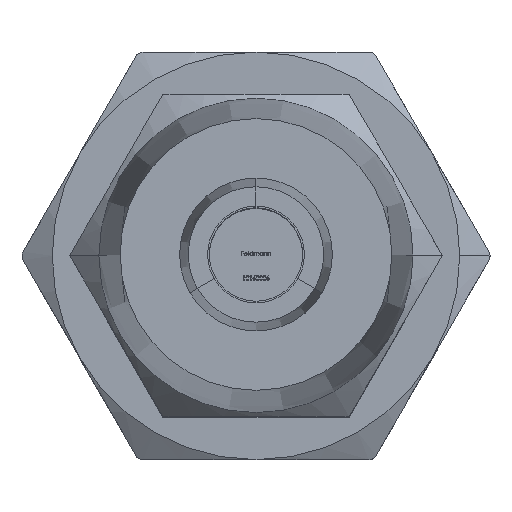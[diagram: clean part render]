
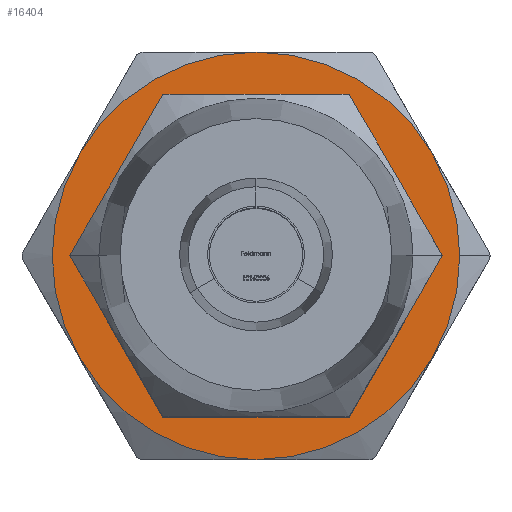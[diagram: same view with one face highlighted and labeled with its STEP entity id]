
A CAD part, top view. The second image highlights one B-rep face of the part: STEP entity #16404.
In plain terms, the highlighted face is planar.
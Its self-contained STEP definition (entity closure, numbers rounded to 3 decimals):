
#1900 = AXIS2_PLACEMENT_3D ( 'NONE', #8028, #11026, #3403 ) ;
#2163 = AXIS2_PLACEMENT_3D ( 'NONE', #3594, #13295, #19454 ) ;
#2324 = DIRECTION ( 'NONE',  ( 0., 0., 1. ) ) ;
#2461 = DIRECTION ( 'NONE',  ( 0., -1., 0. ) ) ;
#3089 = VERTEX_POINT ( 'NONE', #6819 ) ;
#3309 = ORIENTED_EDGE ( 'NONE', *, *, #19709, .F. ) ;
#3403 = DIRECTION ( 'NONE',  ( 1., 0., 0. ) ) ;
#3589 = FACE_BOUND ( 'NONE', #12889, .T. ) ;
#3594 = CARTESIAN_POINT ( 'NONE',  ( 0., 4., 0. ) ) ;
#3783 = ORIENTED_EDGE ( 'NONE', *, *, #19444, .F. ) ;
#3838 = AXIS2_PLACEMENT_3D ( 'NONE', #17722, #2461, #16304 ) ;
#3888 = CARTESIAN_POINT ( 'NONE',  ( 10.392, 4., 6. ) ) ;
#4073 = DIRECTION ( 'NONE',  ( 0., -1., 0. ) ) ;
#4271 = FACE_OUTER_BOUND ( 'NONE', #4763, .T. ) ;
#4499 = CARTESIAN_POINT ( 'NONE',  ( 0., 4., -7.5 ) ) ;
#4665 = CIRCLE ( 'NONE', #12619, 12. ) ;
#4763 = EDGE_LOOP ( 'NONE', ( #13616, #12910, #3783, #5869, #3309, #9001, #5563 ) ) ;
#5299 = DIRECTION ( 'NONE',  ( 0., -1., 0. ) ) ;
#5563 = ORIENTED_EDGE ( 'NONE', *, *, #19884, .F. ) ;
#5869 = ORIENTED_EDGE ( 'NONE', *, *, #14536, .F. ) ;
#6206 = CIRCLE ( 'NONE', #19866, 12. ) ;
#6294 = CARTESIAN_POINT ( 'NONE',  ( 0., 4., 0. ) ) ;
#6436 = CIRCLE ( 'NONE', #3838, 12. ) ;
#6491 = ORIENTED_EDGE ( 'NONE', *, *, #11708, .T. ) ;
#6598 = CARTESIAN_POINT ( 'NONE',  ( 10.392, 4., -6. ) ) ;
#6819 = CARTESIAN_POINT ( 'NONE',  ( -10.392, 4., 6. ) ) ;
#7759 = CARTESIAN_POINT ( 'NONE',  ( 0., 4., 0. ) ) ;
#8028 = CARTESIAN_POINT ( 'NONE',  ( 0., 4., 0. ) ) ;
#8117 = PLANE ( 'NONE',  #13073 ) ;
#8614 = AXIS2_PLACEMENT_3D ( 'NONE', #16085, #5299, #19051 ) ;
#8700 = VERTEX_POINT ( 'NONE', #15809 ) ;
#8710 = DIRECTION ( 'NONE',  ( 0., 0., 1. ) ) ;
#9001 = ORIENTED_EDGE ( 'NONE', *, *, #16093, .F. ) ;
#9983 = DIRECTION ( 'NONE',  ( 0., -1., 0. ) ) ;
#10081 = CARTESIAN_POINT ( 'NONE',  ( 0., 4., -12. ) ) ;
#10393 = VERTEX_POINT ( 'NONE', #10081 ) ;
#10578 = VERTEX_POINT ( 'NONE', #6598 ) ;
#10790 = DIRECTION ( 'NONE',  ( 0., -1., 0. ) ) ;
#11026 = DIRECTION ( 'NONE',  ( 0., -1., 0. ) ) ;
#11040 = DIRECTION ( 'NONE',  ( 0., 0., 1. ) ) ;
#11056 = CIRCLE ( 'NONE', #1900, 12. ) ;
#11117 = DIRECTION ( 'NONE',  ( 0., 0., 1. ) ) ;
#11133 = VERTEX_POINT ( 'NONE', #18277 ) ;
#11303 = CARTESIAN_POINT ( 'NONE',  ( 0., 4., 0. ) ) ;
#11708 = EDGE_CURVE ( 'NONE', #15016, #16701, #15442, .T. ) ;
#11751 = AXIS2_PLACEMENT_3D ( 'NONE', #11303, #14495, #2324 ) ;
#12583 = CIRCLE ( 'NONE', #2163, 12. ) ;
#12619 = AXIS2_PLACEMENT_3D ( 'NONE', #6294, #10790, #14990 ) ;
#12672 = DIRECTION ( 'NONE',  ( 0., 1., 0. ) ) ;
#12889 = EDGE_LOOP ( 'NONE', ( #6491, #15694 ) ) ;
#12910 = ORIENTED_EDGE ( 'NONE', *, *, #14395, .F. ) ;
#12951 = CARTESIAN_POINT ( 'NONE',  ( 0., 4., 0. ) ) ;
#13073 = AXIS2_PLACEMENT_3D ( 'NONE', #17268, #12672, #11117 ) ;
#13295 = DIRECTION ( 'NONE',  ( 0., -1., 0. ) ) ;
#13616 = ORIENTED_EDGE ( 'NONE', *, *, #17180, .F. ) ;
#14395 = EDGE_CURVE ( 'NONE', #15588, #18049, #11056, .T. ) ;
#14495 = DIRECTION ( 'NONE',  ( 0., -1., 0. ) ) ;
#14536 = EDGE_CURVE ( 'NONE', #10578, #8700, #12583, .T. ) ;
#14832 = CARTESIAN_POINT ( 'NONE',  ( 0., 4., 12. ) ) ;
#14990 = DIRECTION ( 'NONE',  ( 0., 0., 1. ) ) ;
#15016 = VERTEX_POINT ( 'NONE', #16592 ) ;
#15377 = DIRECTION ( 'NONE',  ( 0., -1., 0. ) ) ;
#15442 = CIRCLE ( 'NONE', #11751, 7.5 ) ;
#15588 = VERTEX_POINT ( 'NONE', #3888 ) ;
#15694 = ORIENTED_EDGE ( 'NONE', *, *, #19350, .T. ) ;
#15793 = AXIS2_PLACEMENT_3D ( 'NONE', #7759, #15377, #11040 ) ;
#15809 = CARTESIAN_POINT ( 'NONE',  ( 12., 4., 0. ) ) ;
#16085 = CARTESIAN_POINT ( 'NONE',  ( 0., 4., 0. ) ) ;
#16093 = EDGE_CURVE ( 'NONE', #11133, #10393, #6206, .T. ) ;
#16200 = DIRECTION ( 'NONE',  ( 0., 0., 1. ) ) ;
#16304 = DIRECTION ( 'NONE',  ( 0., 0., 1. ) ) ;
#16404 = ADVANCED_FACE ( 'NONE', ( #3589, #4271 ), #8117, .T. ) ;
#16592 = CARTESIAN_POINT ( 'NONE',  ( 0., 4., 7.5 ) ) ;
#16701 = VERTEX_POINT ( 'NONE', #4499 ) ;
#16959 = AXIS2_PLACEMENT_3D ( 'NONE', #12951, #9983, #16200 ) ;
#17180 = EDGE_CURVE ( 'NONE', #18049, #3089, #6436, .T. ) ;
#17268 = CARTESIAN_POINT ( 'NONE',  ( 0., 4., 0. ) ) ;
#17722 = CARTESIAN_POINT ( 'NONE',  ( 0., 4., 0. ) ) ;
#17874 = CIRCLE ( 'NONE', #16959, 12. ) ;
#18049 = VERTEX_POINT ( 'NONE', #14832 ) ;
#18277 = CARTESIAN_POINT ( 'NONE',  ( -10.392, 4., -6. ) ) ;
#19051 = DIRECTION ( 'NONE',  ( 0., 0., 1. ) ) ;
#19097 = CIRCLE ( 'NONE', #8614, 12. ) ;
#19337 = CIRCLE ( 'NONE', #15793, 7.5 ) ;
#19350 = EDGE_CURVE ( 'NONE', #16701, #15016, #19337, .T. ) ;
#19444 = EDGE_CURVE ( 'NONE', #8700, #15588, #19097, .T. ) ;
#19454 = DIRECTION ( 'NONE',  ( 0., 0., 1. ) ) ;
#19696 = CARTESIAN_POINT ( 'NONE',  ( 0., 4., 0. ) ) ;
#19709 = EDGE_CURVE ( 'NONE', #10393, #10578, #4665, .T. ) ;
#19866 = AXIS2_PLACEMENT_3D ( 'NONE', #19696, #4073, #8710 ) ;
#19884 = EDGE_CURVE ( 'NONE', #3089, #11133, #17874, .T. ) ;
